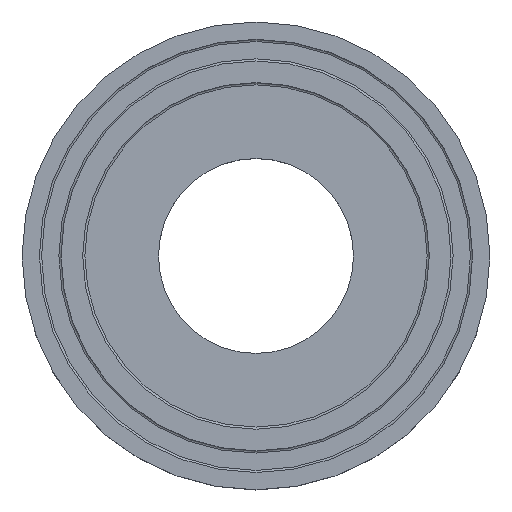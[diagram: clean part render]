
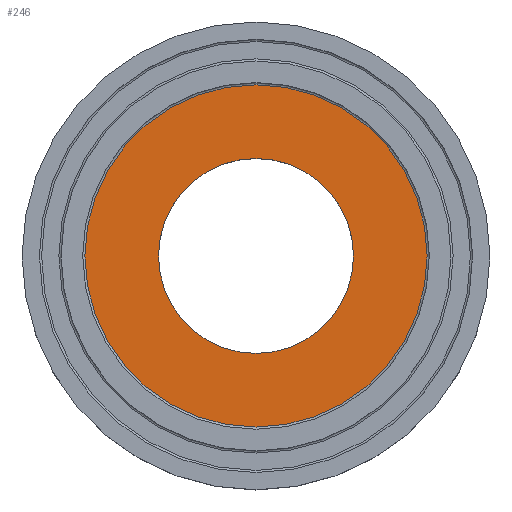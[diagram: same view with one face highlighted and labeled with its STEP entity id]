
A CAD part, top view. The second image highlights one B-rep face of the part: STEP entity #246.
In plain terms, the highlighted planar face has unit normal (0, 0, 1).
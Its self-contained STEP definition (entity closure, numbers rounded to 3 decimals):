
#21=FACE_BOUND('',#65,.T.);
#26=PLANE('',#285);
#44=FACE_OUTER_BOUND('',#64,.T.);
#64=EDGE_LOOP('',(#199));
#65=EDGE_LOOP('',(#200));
#103=CIRCLE('',#284,11.25);
#104=CIRCLE('',#286,19.75);
#128=VERTEX_POINT('',#430);
#129=VERTEX_POINT('',#434);
#154=EDGE_CURVE('',#128,#128,#103,.T.);
#155=EDGE_CURVE('',#129,#129,#104,.T.);
#199=ORIENTED_EDGE('',*,*,#155,.F.);
#200=ORIENTED_EDGE('',*,*,#154,.T.);
#246=ADVANCED_FACE('',(#44,#21),#26,.T.);
#284=AXIS2_PLACEMENT_3D('',#432,#346,#347);
#285=AXIS2_PLACEMENT_3D('',#433,#348,#349);
#286=AXIS2_PLACEMENT_3D('',#435,#350,#351);
#346=DIRECTION('center_axis',(0.,0.,-1.));
#347=DIRECTION('ref_axis',(1.,0.,0.));
#348=DIRECTION('center_axis',(0.,0.,1.));
#349=DIRECTION('ref_axis',(1.,0.,0.));
#350=DIRECTION('center_axis',(0.,0.,-1.));
#351=DIRECTION('ref_axis',(1.,0.,0.));
#430=CARTESIAN_POINT('',(0.,7.25,54.8));
#432=CARTESIAN_POINT('Origin',(0.,18.5,54.8));
#433=CARTESIAN_POINT('Origin',(0.,38.25,54.8));
#434=CARTESIAN_POINT('',(19.75,18.5,54.8));
#435=CARTESIAN_POINT('Origin',(0.,18.5,54.8));
